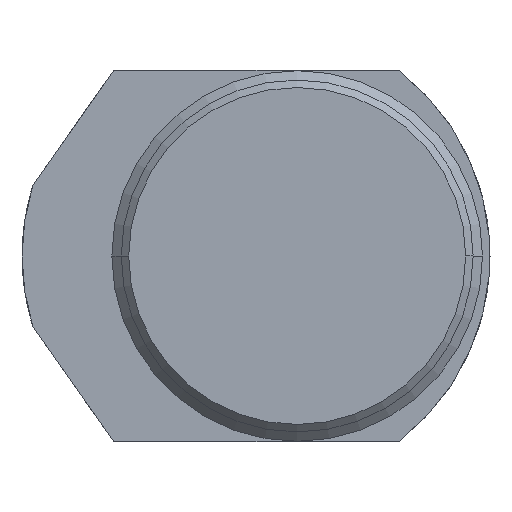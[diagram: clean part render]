
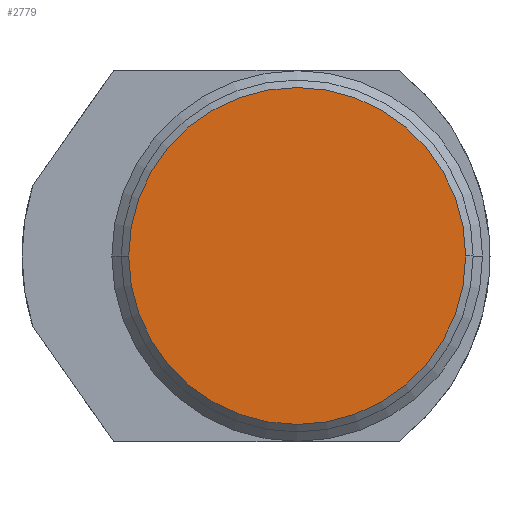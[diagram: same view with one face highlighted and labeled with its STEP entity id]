
A CAD part, left-side view. The second image highlights one B-rep face of the part: STEP entity #2779.
In plain terms, the highlighted planar face has unit normal (-1, 0, 0).
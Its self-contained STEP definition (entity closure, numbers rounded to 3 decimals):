
#875=CARTESIAN_POINT('',(-60.147,-4.191,0.));
#876=DIRECTION('',(-1.,0.,0.));
#877=DIRECTION('',(0.,1.,0.));
#878=AXIS2_PLACEMENT_3D('',#875,#876,#877);
#905=CARTESIAN_POINT('',(-60.147,-4.191,0.));
#906=DIRECTION('',(1.,0.,0.));
#907=DIRECTION('',(0.,1.,0.));
#908=AXIS2_PLACEMENT_3D('',#905,#906,#907);
#2019=CARTESIAN_POINT('',(-60.147,12.954,0.));
#2020=CARTESIAN_POINT('',(-60.147,-21.336,0.));
#2021=VERTEX_POINT('',#2019);
#2022=VERTEX_POINT('',#2020);
#2769=CARTESIAN_POINT('',(-60.147,0.,0.));
#2770=DIRECTION('',(1.,0.,0.));
#2771=DIRECTION('',(0.,0.,-1.));
#2772=AXIS2_PLACEMENT_3D('',#2769,#2770,#2771);
#2773=PLANE('',#2772);
#2774=ORIENTED_EDGE('',*,*,#2759,.F.);
#2776=ORIENTED_EDGE('',*,*,#2775,.T.);
#2777=EDGE_LOOP('',(#2774,#2776));
#2778=FACE_OUTER_BOUND('',#2777,.F.);
#2779=ADVANCED_FACE('',(#2778),#2773,.F.);
#879=CIRCLE('',#878,17.145);
#909=CIRCLE('',#908,17.145);
#2759=EDGE_CURVE('',#2021,#2022,#879,.T.);
#2775=EDGE_CURVE('',#2021,#2022,#909,.T.);
